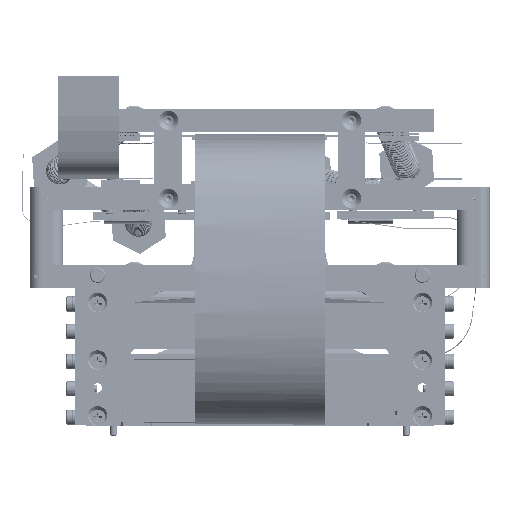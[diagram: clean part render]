
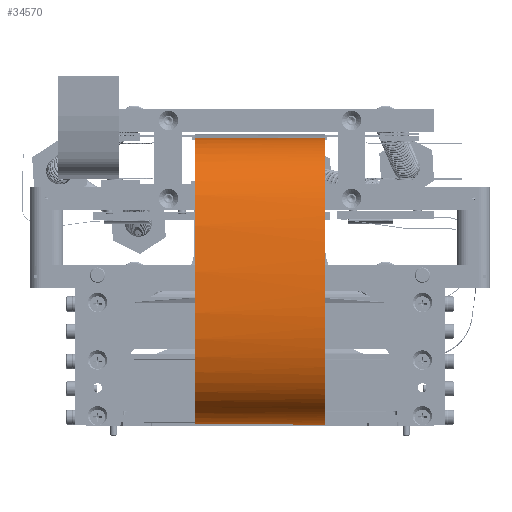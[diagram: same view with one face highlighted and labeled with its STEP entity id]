
A CAD part, left-side view. The second image highlights one B-rep face of the part: STEP entity #34570.
In plain terms, the highlighted free-form (B-spline) face has degree [1, 3] with [2, 21] control points.
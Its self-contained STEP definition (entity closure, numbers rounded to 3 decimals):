
#23184=B_SPLINE_SURFACE_WITH_KNOTS('',1,3,((#102773,#102774,#102775,#102776,
#102777,#102778,#102779,#102780,#102781,#102782,#102783,#102784,#102785,
#102786,#102787,#102788,#102789,#102790,#102791,#102792,#102793),(#102794,
#102795,#102796,#102797,#102798,#102799,#102800,#102801,#102802,#102803,
#102804,#102805,#102806,#102807,#102808,#102809,#102810,#102811,#102812,
#102813,#102814)),.UNSPECIFIED.,.F.,.F.,.F.,(2,2),(4,1,1,1,1,1,1,1,1,1,
1,1,1,1,1,1,1,1,4),(0.,1.),(0.,0.027,0.059,0.076,
0.097,0.119,0.148,0.228,
0.264,0.358,0.437,0.552,
0.649,0.732,0.822,0.856,0.919,
0.957,1.),.UNSPECIFIED.);
#24468=B_SPLINE_CURVE_WITH_KNOTS('',3,(#102713,#102714,#102715,#102716,
#102717,#102718,#102719,#102720,#102721,#102722,#102723,#102724,#102725,
#102726,#102727,#102728,#102729,#102730,#102731,#102732,#102733),
 .UNSPECIFIED.,.F.,.F.,(4,1,1,1,1,1,1,1,1,1,1,1,1,1,1,1,1,1,4),(0.,0.043,
0.081,0.144,0.178,0.268,0.351,
0.448,0.563,0.642,0.736,
0.772,0.852,0.881,0.903,
0.924,0.941,0.973,1.),.UNSPECIFIED.);
#24469=B_SPLINE_CURVE_WITH_KNOTS('',3,(#102739,#102740,#102741,#102742),
 .UNSPECIFIED.,.F.,.F.,(4,4),(0.,1.),.UNSPECIFIED.);
#24470=B_SPLINE_CURVE_WITH_KNOTS('',3,(#102744,#102745,#102746,#102747,
#102748,#102749,#102750,#102751,#102752,#102753,#102754,#102755,#102756,
#102757,#102758,#102759,#102760,#102761,#102762,#102763,#102764),
 .UNSPECIFIED.,.F.,.F.,(4,1,1,1,1,1,1,1,1,1,1,1,1,1,1,1,1,1,4),(0.,0.027,
0.059,0.076,0.097,0.119,
0.148,0.228,0.264,0.358,
0.437,0.552,0.649,0.732,
0.822,0.856,0.919,0.957,1.),
 .UNSPECIFIED.);
#24471=B_SPLINE_CURVE_WITH_KNOTS('',3,(#102768,#102769,#102770,#102771),
 .UNSPECIFIED.,.F.,.F.,(4,4),(0.,1.),.UNSPECIFIED.);
#34570=ADVANCED_FACE('',(#37640),#23184,.F.);
#37640=FACE_OUTER_BOUND('',#42646,.T.);
#42646=EDGE_LOOP('',(#51268,#51269,#51270,#51271));
#51268=ORIENTED_EDGE('',*,*,#63087,.F.);
#51269=ORIENTED_EDGE('',*,*,#63081,.F.);
#51270=ORIENTED_EDGE('',*,*,#63084,.F.);
#51271=ORIENTED_EDGE('',*,*,#63085,.F.);
#57974=VERTEX_POINT('',#102712);
#57975=VERTEX_POINT('',#102734);
#57976=VERTEX_POINT('',#102738);
#57977=VERTEX_POINT('',#102765);
#63081=EDGE_CURVE('',#57974,#57975,#24468,.T.);
#63084=EDGE_CURVE('',#57976,#57974,#24469,.T.);
#63085=EDGE_CURVE('',#57977,#57976,#24470,.T.);
#63087=EDGE_CURVE('',#57975,#57977,#24471,.T.);
#102712=CARTESIAN_POINT('',(2.541,23.3,101.906));
#102713=CARTESIAN_POINT('',(2.541,23.3,101.906));
#102714=CARTESIAN_POINT('',(6.028,23.3,101.893));
#102715=CARTESIAN_POINT('',(12.072,23.3,102.038));
#102716=CARTESIAN_POINT('',(22.024,23.3,102.523));
#102717=CARTESIAN_POINT('',(30.488,23.3,102.057));
#102718=CARTESIAN_POINT('',(40.655,23.3,98.86));
#102719=CARTESIAN_POINT('',(50.146,23.3,92.384));
#102720=CARTESIAN_POINT('',(56.396,23.3,77.664));
#102721=CARTESIAN_POINT('',(59.535,23.3,57.334));
#102722=CARTESIAN_POINT('',(60.335,23.3,36.991));
#102723=CARTESIAN_POINT('',(56.736,23.3,19.246));
#102724=CARTESIAN_POINT('',(50.906,23.3,8.942));
#102725=CARTESIAN_POINT('',(41.627,23.3,2.442));
#102726=CARTESIAN_POINT('',(33.469,23.3,-0.089));
#102727=CARTESIAN_POINT('',(25.511,23.3,-0.745));
#102728=CARTESIAN_POINT('',(20.626,23.3,-0.304));
#102729=CARTESIAN_POINT('',(16.542,23.3,0.222));
#102730=CARTESIAN_POINT('',(11.673,23.3,0.336));
#102731=CARTESIAN_POINT('',(6.218,23.3,0.138));
#102732=CARTESIAN_POINT('',(1.925,23.3,0.016));
#102733=CARTESIAN_POINT('',(-0.037,23.3,-0.102));
#102734=CARTESIAN_POINT('',(-0.037,23.3,-0.102));
#102738=CARTESIAN_POINT('',(2.541,-23.3,101.906));
#102739=CARTESIAN_POINT('',(2.541,-23.3,101.906));
#102740=CARTESIAN_POINT('',(2.541,-7.767,101.906));
#102741=CARTESIAN_POINT('',(2.541,7.767,101.906));
#102742=CARTESIAN_POINT('',(2.541,23.3,101.906));
#102744=CARTESIAN_POINT('',(-0.037,-23.3,-0.102));
#102745=CARTESIAN_POINT('',(1.925,-23.3,0.016));
#102746=CARTESIAN_POINT('',(6.218,-23.3,0.138));
#102747=CARTESIAN_POINT('',(11.673,-23.3,0.336));
#102748=CARTESIAN_POINT('',(16.542,-23.3,0.222));
#102749=CARTESIAN_POINT('',(20.626,-23.3,-0.304));
#102750=CARTESIAN_POINT('',(25.511,-23.3,-0.745));
#102751=CARTESIAN_POINT('',(33.469,-23.3,-0.089));
#102752=CARTESIAN_POINT('',(41.627,-23.3,2.442));
#102753=CARTESIAN_POINT('',(50.906,-23.3,8.942));
#102754=CARTESIAN_POINT('',(56.736,-23.3,19.246));
#102755=CARTESIAN_POINT('',(60.335,-23.3,36.991));
#102756=CARTESIAN_POINT('',(59.535,-23.3,57.334));
#102757=CARTESIAN_POINT('',(56.396,-23.3,77.664));
#102758=CARTESIAN_POINT('',(50.146,-23.3,92.384));
#102759=CARTESIAN_POINT('',(40.655,-23.3,98.86));
#102760=CARTESIAN_POINT('',(30.488,-23.3,102.057));
#102761=CARTESIAN_POINT('',(22.024,-23.3,102.523));
#102762=CARTESIAN_POINT('',(12.072,-23.3,102.038));
#102763=CARTESIAN_POINT('',(6.028,-23.3,101.893));
#102764=CARTESIAN_POINT('',(2.541,-23.3,101.906));
#102765=CARTESIAN_POINT('',(-0.037,-23.3,-0.102));
#102768=CARTESIAN_POINT('',(-0.037,23.3,-0.102));
#102769=CARTESIAN_POINT('',(-0.037,7.767,-0.102));
#102770=CARTESIAN_POINT('',(-0.037,-7.767,-0.102));
#102771=CARTESIAN_POINT('',(-0.037,-23.3,-0.102));
#102773=CARTESIAN_POINT('',(-0.037,23.3,-0.102));
#102774=CARTESIAN_POINT('',(1.925,23.3,0.016));
#102775=CARTESIAN_POINT('',(6.218,23.3,0.138));
#102776=CARTESIAN_POINT('',(11.673,23.3,0.336));
#102777=CARTESIAN_POINT('',(16.542,23.3,0.222));
#102778=CARTESIAN_POINT('',(20.626,23.3,-0.304));
#102779=CARTESIAN_POINT('',(25.511,23.3,-0.745));
#102780=CARTESIAN_POINT('',(33.469,23.3,-0.089));
#102781=CARTESIAN_POINT('',(41.627,23.3,2.442));
#102782=CARTESIAN_POINT('',(50.906,23.3,8.942));
#102783=CARTESIAN_POINT('',(56.736,23.3,19.246));
#102784=CARTESIAN_POINT('',(60.335,23.3,36.991));
#102785=CARTESIAN_POINT('',(59.535,23.3,57.334));
#102786=CARTESIAN_POINT('',(56.396,23.3,77.664));
#102787=CARTESIAN_POINT('',(50.146,23.3,92.384));
#102788=CARTESIAN_POINT('',(40.655,23.3,98.86));
#102789=CARTESIAN_POINT('',(30.488,23.3,102.057));
#102790=CARTESIAN_POINT('',(22.024,23.3,102.523));
#102791=CARTESIAN_POINT('',(12.072,23.3,102.038));
#102792=CARTESIAN_POINT('',(6.028,23.3,101.893));
#102793=CARTESIAN_POINT('',(2.541,23.3,101.906));
#102794=CARTESIAN_POINT('',(-0.037,-23.3,-0.102));
#102795=CARTESIAN_POINT('',(1.925,-23.3,0.016));
#102796=CARTESIAN_POINT('',(6.218,-23.3,0.138));
#102797=CARTESIAN_POINT('',(11.673,-23.3,0.336));
#102798=CARTESIAN_POINT('',(16.542,-23.3,0.222));
#102799=CARTESIAN_POINT('',(20.626,-23.3,-0.304));
#102800=CARTESIAN_POINT('',(25.511,-23.3,-0.745));
#102801=CARTESIAN_POINT('',(33.469,-23.3,-0.089));
#102802=CARTESIAN_POINT('',(41.627,-23.3,2.442));
#102803=CARTESIAN_POINT('',(50.906,-23.3,8.942));
#102804=CARTESIAN_POINT('',(56.736,-23.3,19.246));
#102805=CARTESIAN_POINT('',(60.335,-23.3,36.991));
#102806=CARTESIAN_POINT('',(59.535,-23.3,57.334));
#102807=CARTESIAN_POINT('',(56.396,-23.3,77.664));
#102808=CARTESIAN_POINT('',(50.146,-23.3,92.384));
#102809=CARTESIAN_POINT('',(40.655,-23.3,98.86));
#102810=CARTESIAN_POINT('',(30.488,-23.3,102.057));
#102811=CARTESIAN_POINT('',(22.024,-23.3,102.523));
#102812=CARTESIAN_POINT('',(12.072,-23.3,102.038));
#102813=CARTESIAN_POINT('',(6.028,-23.3,101.893));
#102814=CARTESIAN_POINT('',(2.541,-23.3,101.906));
